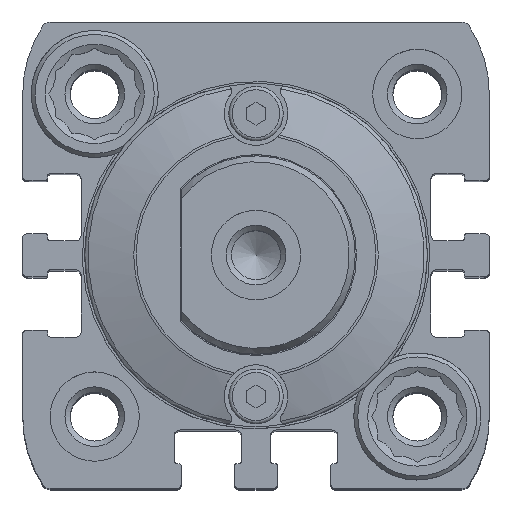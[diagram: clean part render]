
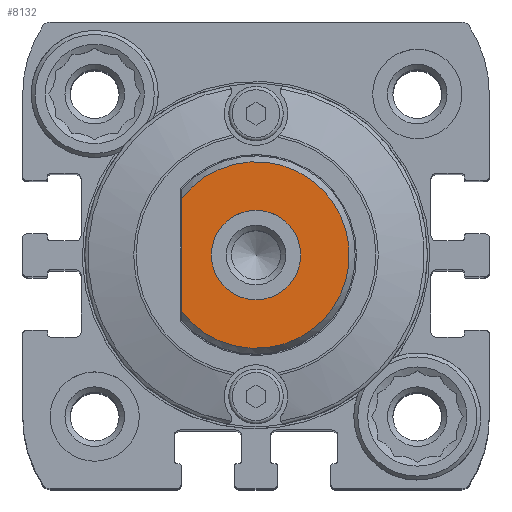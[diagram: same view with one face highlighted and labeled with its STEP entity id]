
A CAD part, top view. The second image highlights one B-rep face of the part: STEP entity #8132.
In plain terms, the highlighted planar face has unit normal (0, 0, 1).
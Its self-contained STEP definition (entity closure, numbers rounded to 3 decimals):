
#267=PLANE('',#9015);
#1026=LINE('',#14000,#1653);
#1653=VECTOR('',#11276,1000.);
#3812=ORIENTED_EDGE('',*,*,#5068,.F.);
#3813=ORIENTED_EDGE('',*,*,#5069,.F.);
#3814=ORIENTED_EDGE('',*,*,#5070,.T.);
#5068=EDGE_CURVE('',#5903,#5904,#6349,.T.);
#5069=EDGE_CURVE('',#5904,#5903,#1026,.T.);
#5070=EDGE_CURVE('',#5905,#5905,#6350,.T.);
#5903=VERTEX_POINT('',#13998);
#5904=VERTEX_POINT('',#13999);
#5905=VERTEX_POINT('',#14002);
#6349=CIRCLE('',#9016,9.4);
#6350=CIRCLE('',#9017,4.5);
#6886=EDGE_LOOP('',(#3812,#3813));
#6887=EDGE_LOOP('',(#3814));
#7458=FACE_BOUND('',#6886,.T.);
#7459=FACE_BOUND('',#6887,.T.);
#8132=ADVANCED_FACE('',(#7458,#7459),#267,.F.);
#9015=AXIS2_PLACEMENT_3D('',#13996,#11272,#11273);
#9016=AXIS2_PLACEMENT_3D('',#13997,#11274,#11275);
#9017=AXIS2_PLACEMENT_3D('',#14001,#11277,#11278);
#11272=DIRECTION('',(0.,0.,-1.));
#11273=DIRECTION('',(-1.,0.,0.));
#11274=DIRECTION('',(0.,0.,-1.));
#11275=DIRECTION('',(-1.,0.,0.));
#11276=DIRECTION('',(0.,1.,0.));
#11277=DIRECTION('',(0.,0.,-1.));
#11278=DIRECTION('',(0.,1.,0.));
#13996=CARTESIAN_POINT('',(0.,0.,0.));
#13997=CARTESIAN_POINT('',(0.,0.,0.));
#13998=CARTESIAN_POINT('',(-7.5,5.667,0.));
#13999=CARTESIAN_POINT('',(-7.5,-5.667,0.));
#14000=CARTESIAN_POINT('',(-7.5,0.,0.));
#14001=CARTESIAN_POINT('',(0.,0.,0.));
#14002=CARTESIAN_POINT('',(0.,4.5,0.));
